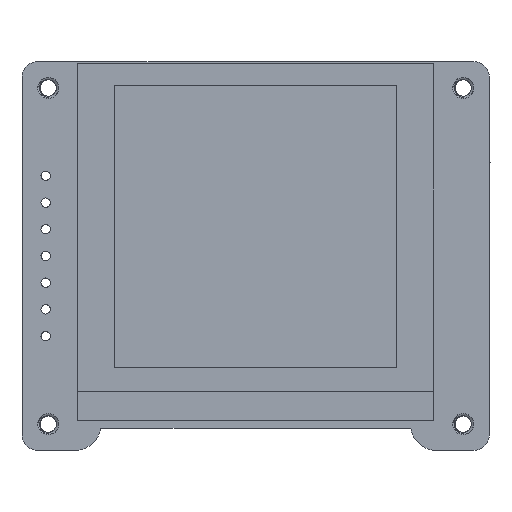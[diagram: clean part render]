
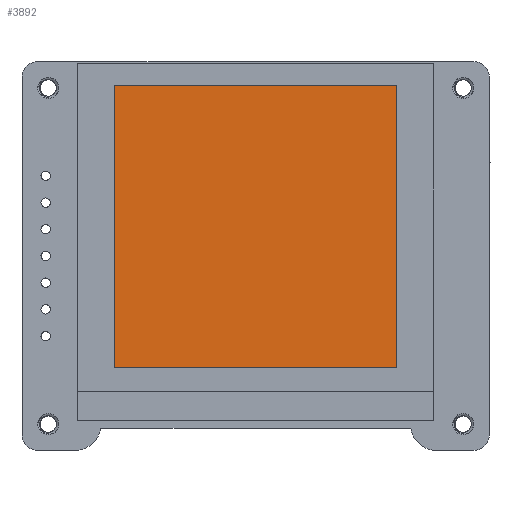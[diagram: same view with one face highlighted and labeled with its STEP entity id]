
A CAD part, top view. The second image highlights one B-rep face of the part: STEP entity #3892.
In plain terms, the highlighted planar face has unit normal (0, 0, 1).
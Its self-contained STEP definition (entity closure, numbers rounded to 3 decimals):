
#382=FACE_OUTER_BOUND('',#599,.T.);
#599=EDGE_LOOP('',(#3279,#3280,#3281,#3282));
#1056=LINE('',#6574,#1417);
#1058=LINE('',#6578,#1419);
#1060=LINE('',#6582,#1421);
#1062=LINE('',#6585,#1423);
#1417=VECTOR('',#5102,26.85);
#1419=VECTOR('',#5106,26.85);
#1421=VECTOR('',#5110,26.85);
#1423=VECTOR('',#5114,26.85);
#1759=VERTEX_POINT('',#6571);
#1760=VERTEX_POINT('',#6573);
#1761=VERTEX_POINT('',#6577);
#1762=VERTEX_POINT('',#6581);
#2272=EDGE_CURVE('',#1759,#1760,#1056,.T.);
#2274=EDGE_CURVE('',#1760,#1761,#1058,.T.);
#2276=EDGE_CURVE('',#1761,#1762,#1060,.T.);
#2278=EDGE_CURVE('',#1762,#1759,#1062,.T.);
#3279=ORIENTED_EDGE('',*,*,#2272,.F.);
#3280=ORIENTED_EDGE('',*,*,#2278,.F.);
#3281=ORIENTED_EDGE('',*,*,#2276,.F.);
#3282=ORIENTED_EDGE('',*,*,#2274,.F.);
#3578=PLANE('',#4228);
#3892=ADVANCED_FACE('',(#382),#3578,.T.);
#4228=AXIS2_PLACEMENT_3D('',#6586,#5115,#5116);
#5102=DIRECTION('',(0.,-1.,0.));
#5106=DIRECTION('',(-1.,0.,0.));
#5110=DIRECTION('',(0.,1.,0.));
#5114=DIRECTION('',(1.,0.,0.));
#5115=DIRECTION('center_axis',(0.,0.,1.));
#5116=DIRECTION('ref_axis',(-1.,0.,0.));
#6571=CARTESIAN_POINT('',(13.425,10.65,9.4));
#6573=CARTESIAN_POINT('',(13.425,-16.2,9.4));
#6574=CARTESIAN_POINT('',(13.425,10.65,9.4));
#6577=CARTESIAN_POINT('',(-13.425,-16.2,9.4));
#6578=CARTESIAN_POINT('',(13.425,-16.2,9.4));
#6581=CARTESIAN_POINT('',(-13.425,10.65,9.4));
#6582=CARTESIAN_POINT('',(-13.425,-16.2,9.4));
#6585=CARTESIAN_POINT('',(-13.425,10.65,9.4));
#6586=CARTESIAN_POINT('Origin',(0.,21.983,9.4));
